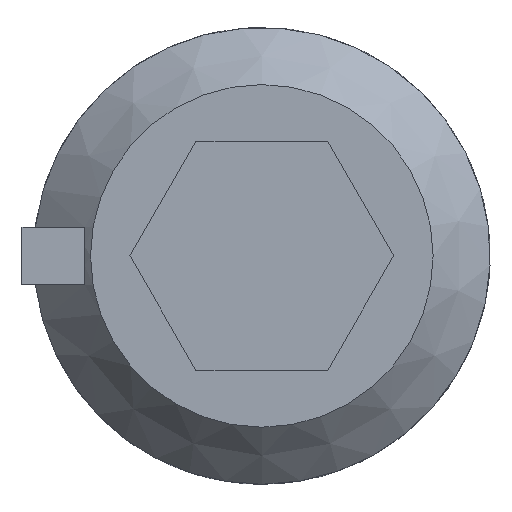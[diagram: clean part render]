
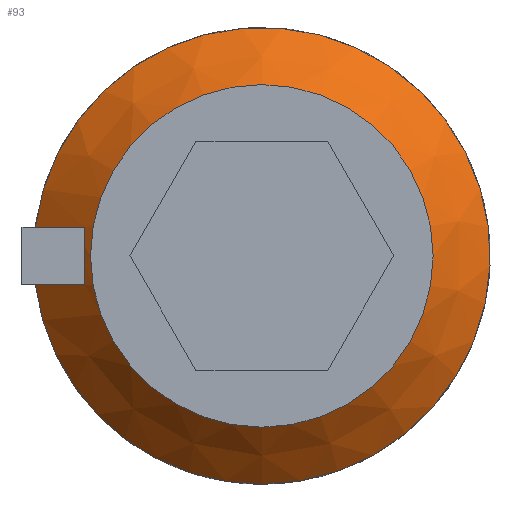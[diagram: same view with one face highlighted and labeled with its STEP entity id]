
A CAD part, left-side view. The second image highlights one B-rep face of the part: STEP entity #93.
In plain terms, the highlighted conical face has half-angle 45 degrees and reference radius 1.5 mm.
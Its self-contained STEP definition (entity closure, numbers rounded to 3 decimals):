
#93 = ADVANCED_FACE( '', ( #191, #192 ), #193, .T. );
#191 = FACE_OUTER_BOUND( '', #294, .T. );
#192 = FACE_BOUND( '', #295, .T. );
#193 = CONICAL_SURFACE( '', #296, 1.5, 0.785 );
#294 = EDGE_LOOP( '', ( #493, #494, #495, #496 ) );
#295 = EDGE_LOOP( '', ( #497 ) );
#296 = AXIS2_PLACEMENT_3D( '', #498, #499, #500 );
#493 = ORIENTED_EDGE( '', *, *, #582, .T. );
#494 = ORIENTED_EDGE( '', *, *, #607, .F. );
#495 = ORIENTED_EDGE( '', *, *, #586, .F. );
#496 = ORIENTED_EDGE( '', *, *, #564, .F. );
#497 = ORIENTED_EDGE( '', *, *, #572, .T. );
#498 = CARTESIAN_POINT( '', ( 0., 0., 0. ) );
#499 = DIRECTION( '', ( 1., 0., 0. ) );
#500 = DIRECTION( '', ( 0., 0., -1. ) );
#564 = EDGE_CURVE( '', #654, #656, #657, .T. );
#572 = EDGE_CURVE( '', #669, #669, #670, .T. );
#582 = EDGE_CURVE( '', #654, #686, #688, .T. );
#586 = EDGE_CURVE( '', #656, #690, #694, .T. );
#607 = EDGE_CURVE( '', #690, #686, #723, .T. );
#654 = VERTEX_POINT( '', #783 );
#656 = VERTEX_POINT( '', #786 );
#657 = CIRCLE( '', #787, 2. );
#669 = VERTEX_POINT( '', #802 );
#670 = CIRCLE( '', #803, 1.5 );
#686 = VERTEX_POINT( '', #826 );
#688 = B_SPLINE_CURVE_WITH_KNOTS( '', 3, ( #829, #830, #831, #832 ), .UNSPECIFIED., .F., .F., ( 4, 4 ), ( 0.001, 0.001 ), .UNSPECIFIED. );
#690 = VERTEX_POINT( '', #834 );
#694 = B_SPLINE_CURVE_WITH_KNOTS( '', 3, ( #840, #841, #842, #843 ), .UNSPECIFIED., .F., .F., ( 4, 4 ), ( 0.001, 0.001 ), .UNSPECIFIED. );
#723 = B_SPLINE_CURVE_WITH_KNOTS( '', 3, ( #886, #887, #888, #889 ), .UNSPECIFIED., .F., .F., ( 4, 4 ), ( 0.001, 0.001 ), .UNSPECIFIED. );
#783 = CARTESIAN_POINT( '', ( 0.5, 1.984, 0.25 ) );
#786 = CARTESIAN_POINT( '', ( 0.5, 1.984, -0.25 ) );
#787 = AXIS2_PLACEMENT_3D( '', #978, #979, #980 );
#802 = CARTESIAN_POINT( '', ( 0., 0., -1.5 ) );
#803 = AXIS2_PLACEMENT_3D( '', #990, #991, #992 );
#826 = CARTESIAN_POINT( '', ( 0.07, 1.55, 0.25 ) );
#829 = CARTESIAN_POINT( '', ( 0.5, 1.984, 0.25 ) );
#830 = CARTESIAN_POINT( '', ( 0.357, 1.84, 0.25 ) );
#831 = CARTESIAN_POINT( '', ( 0.213, 1.695, 0.25 ) );
#832 = CARTESIAN_POINT( '', ( 0.07, 1.55, 0.25 ) );
#834 = CARTESIAN_POINT( '', ( 0.07, 1.55, -0.25 ) );
#840 = CARTESIAN_POINT( '', ( 0.5, 1.984, -0.25 ) );
#841 = CARTESIAN_POINT( '', ( 0.357, 1.84, -0.25 ) );
#842 = CARTESIAN_POINT( '', ( 0.213, 1.695, -0.25 ) );
#843 = CARTESIAN_POINT( '', ( 0.07, 1.55, -0.25 ) );
#886 = CARTESIAN_POINT( '', ( 0.07, 1.55, -0.25 ) );
#887 = CARTESIAN_POINT( '', ( 0.044, 1.55, -0.085 ) );
#888 = CARTESIAN_POINT( '', ( 0.044, 1.55, 0.084 ) );
#889 = CARTESIAN_POINT( '', ( 0.07, 1.55, 0.25 ) );
#978 = CARTESIAN_POINT( '', ( 0.5, 0., 0. ) );
#979 = DIRECTION( '', ( 1., 0., 0. ) );
#980 = DIRECTION( '', ( 0., 0., -1. ) );
#990 = CARTESIAN_POINT( '', ( 0., 0., 0. ) );
#991 = DIRECTION( '', ( 1., 0., 0. ) );
#992 = DIRECTION( '', ( 0., 0., -1. ) );
